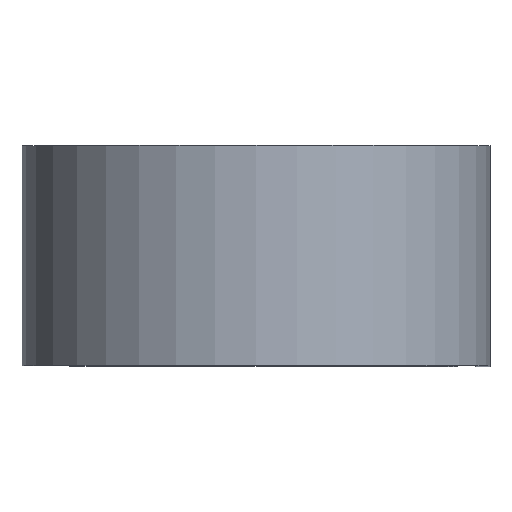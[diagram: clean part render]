
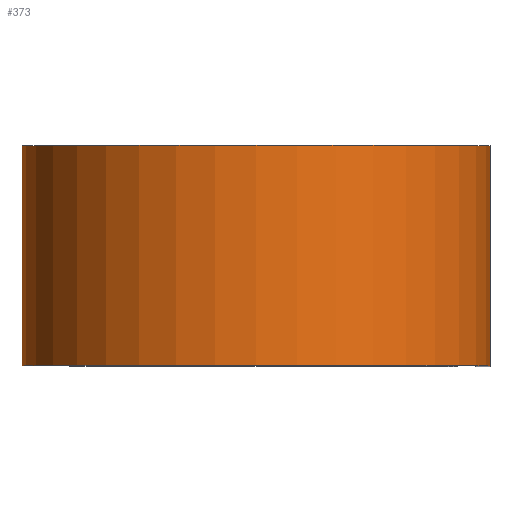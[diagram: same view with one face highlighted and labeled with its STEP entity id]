
A CAD part, top view. The second image highlights one B-rep face of the part: STEP entity #373.
In plain terms, the highlighted cylindrical face has radius 20.269 mm (diameter 40.538 mm), a partial arc.
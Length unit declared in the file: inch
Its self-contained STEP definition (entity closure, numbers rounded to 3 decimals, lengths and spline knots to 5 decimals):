
#9 = DIRECTION ( 'NONE',  ( 0., -1., 0. ) ) ;
#37 = VECTOR ( 'NONE', #9, 39.37008 ) ;
#47 = CARTESIAN_POINT ( 'NONE',  ( 0., 0.375, -0.798 ) ) ;
#81 = CARTESIAN_POINT ( 'NONE',  ( 0., 0.375, -0.798 ) ) ;
#114 = CARTESIAN_POINT ( 'NONE',  ( 0., -0.375, -0.798 ) ) ;
#166 = AXIS2_PLACEMENT_3D ( 'NONE', #464, #471, #412 ) ;
#181 = DIRECTION ( 'NONE',  ( 1., 0., 0. ) ) ;
#224 = VERTEX_POINT ( 'NONE', #81 ) ;
#240 = EDGE_CURVE ( 'NONE', #224, #674, #434, .T. ) ;
#243 = FACE_OUTER_BOUND ( 'NONE', #433, .T. ) ;
#252 = CARTESIAN_POINT ( 'NONE',  ( 0., -0.375, 0. ) ) ;
#258 = ORIENTED_EDGE ( 'NONE', *, *, #275, .T. ) ;
#275 = EDGE_CURVE ( 'NONE', #224, #309, #704, .T. ) ;
#279 = EDGE_CURVE ( 'NONE', #674, #607, #705, .T. ) ;
#305 = VECTOR ( 'NONE', #680, 39.37008 ) ;
#309 = VERTEX_POINT ( 'NONE', #114 ) ;
#355 = ORIENTED_EDGE ( 'NONE', *, *, #645, .T. ) ;
#371 = CARTESIAN_POINT ( 'NONE',  ( 0.798, 0.375, 0. ) ) ;
#373 = ADVANCED_FACE ( 'NONE', ( #243 ), #556, .T. ) ;
#412 = DIRECTION ( 'NONE',  ( 1., 0., 0. ) ) ;
#433 = EDGE_LOOP ( 'NONE', ( #355, #636, #641, #258 ) ) ;
#434 = CIRCLE ( 'NONE', #166, 0.798 ) ;
#448 = AXIS2_PLACEMENT_3D ( 'NONE', #252, #505, #181 ) ;
#464 = CARTESIAN_POINT ( 'NONE',  ( 0., 0.375, 0. ) ) ;
#471 = DIRECTION ( 'NONE',  ( 0., 1., 0. ) ) ;
#505 = DIRECTION ( 'NONE',  ( 0., 1., 0. ) ) ;
#528 = CIRCLE ( 'NONE', #448, 0.798 ) ;
#556 = CYLINDRICAL_SURFACE ( 'NONE', #644, 0.798 ) ;
#596 = DIRECTION ( 'NONE',  ( 0., 0., -1. ) ) ;
#599 = CARTESIAN_POINT ( 'NONE',  ( 0., 0.375, 0. ) ) ;
#607 = VERTEX_POINT ( 'NONE', #691 ) ;
#636 = ORIENTED_EDGE ( 'NONE', *, *, #279, .F. ) ;
#641 = ORIENTED_EDGE ( 'NONE', *, *, #240, .F. ) ;
#644 = AXIS2_PLACEMENT_3D ( 'NONE', #599, #690, #596 ) ;
#645 = EDGE_CURVE ( 'NONE', #309, #607, #528, .T. ) ;
#654 = CARTESIAN_POINT ( 'NONE',  ( 0.798, 0.375, 0. ) ) ;
#674 = VERTEX_POINT ( 'NONE', #371 ) ;
#680 = DIRECTION ( 'NONE',  ( 0., -1., 0. ) ) ;
#690 = DIRECTION ( 'NONE',  ( 0., -1., 0. ) ) ;
#691 = CARTESIAN_POINT ( 'NONE',  ( 0.798, -0.375, 0. ) ) ;
#704 = LINE ( 'NONE', #47, #37 ) ;
#705 = LINE ( 'NONE', #654, #305 ) ;
